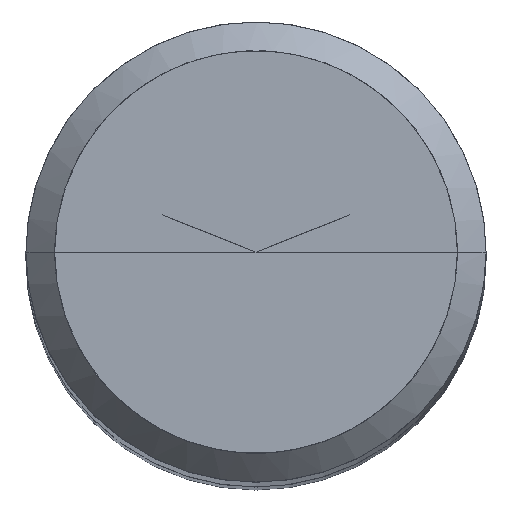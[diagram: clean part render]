
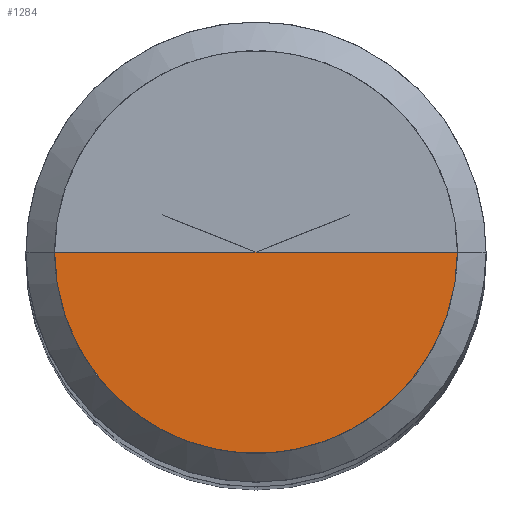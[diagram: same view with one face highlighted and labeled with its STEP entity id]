
A CAD part, top view. The second image highlights one B-rep face of the part: STEP entity #1284.
In plain terms, the highlighted free-form (B-spline) face has degree [1, 2] with [2, 5] control points.
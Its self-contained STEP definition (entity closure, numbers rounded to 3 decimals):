
#972=CARTESIAN_POINT('',(3.5,0.0,44.0));
#976=CARTESIAN_POINT('',(-3.5,0.0,44.0));
#977=CARTESIAN_POINT('',(0.0,0.0,44.0));
#984=CARTESIAN_POINT('',(-3.5,-3.5,44.0));
#985=CARTESIAN_POINT('',(0.0,-3.5,44.0));
#986=CARTESIAN_POINT('',(3.5,-3.5,44.0));
#1269=(
BOUNDED_SURFACE()
B_SPLINE_SURFACE(1,2,(
(#976,#984,#985,#986,#972),
(#977,#977,#977,#977,#977)
), .UNSPECIFIED.,.F.,.F.,.F.)
B_SPLINE_SURFACE_WITH_KNOTS((2,2),(3,2,3),(
0.0,1.0),(
0.0,0.5,1.0), .UNSPECIFIED.)
GEOMETRIC_REPRESENTATION_ITEM()
RATIONAL_B_SPLINE_SURFACE(((1.0,0.707,1.0,0.707,1.0),
(1.0,0.707,1.0,0.707,1.0)
))
REPRESENTATION_ITEM('')
SURFACE()
);
#1270=(
BOUNDED_CURVE()
B_SPLINE_CURVE(2,(#972,#986,#985,#984,#976),.UNSPECIFIED.,.F.,.F.)
B_SPLINE_CURVE_WITH_KNOTS((3,2,3),
(0.0,0.5,1.0),.UNSPECIFIED.)
CURVE()
GEOMETRIC_REPRESENTATION_ITEM()
RATIONAL_B_SPLINE_CURVE((1.0,0.707,1.0,0.707,1.0))
REPRESENTATION_ITEM('')
);
#1271=(
BOUNDED_CURVE()
B_SPLINE_CURVE(1,(#976,#977),.UNSPECIFIED.,.F.,.F.)
B_SPLINE_CURVE_WITH_KNOTS((2,2),
(0.0,1.0),.UNSPECIFIED.)
CURVE()
GEOMETRIC_REPRESENTATION_ITEM()
RATIONAL_B_SPLINE_CURVE((1.0,1.0))
REPRESENTATION_ITEM('')
);
#1272=(
BOUNDED_CURVE()
B_SPLINE_CURVE(1,(#977,#972),.UNSPECIFIED.,.F.,.F.)
B_SPLINE_CURVE_WITH_KNOTS((2,2),
(0.0,1.0),.UNSPECIFIED.)
CURVE()
GEOMETRIC_REPRESENTATION_ITEM()
RATIONAL_B_SPLINE_CURVE((1.0,1.0))
REPRESENTATION_ITEM('')
);
#1273=VERTEX_POINT('',#972);
#1274=VERTEX_POINT('',#976);
#1275=VERTEX_POINT('',#977);
#1276=EDGE_CURVE('',#1273,#1274,#1270,.T.);
#1277=EDGE_CURVE('',#1274,#1275,#1271,.T.);
#1278=EDGE_CURVE('',#1275,#1273,#1272,.T.);
#1279=ORIENTED_EDGE('',*,*,#1276,.T.);
#1280=ORIENTED_EDGE('',*,*,#1277,.T.);
#1281=ORIENTED_EDGE('',*,*,#1278,.T.);
#1282=EDGE_LOOP('',(#1279,#1280,#1281));
#1283=FACE_OUTER_BOUND('',#1282,.T.);
#1284=ADVANCED_FACE('',(#1283),#1269,.T.);
